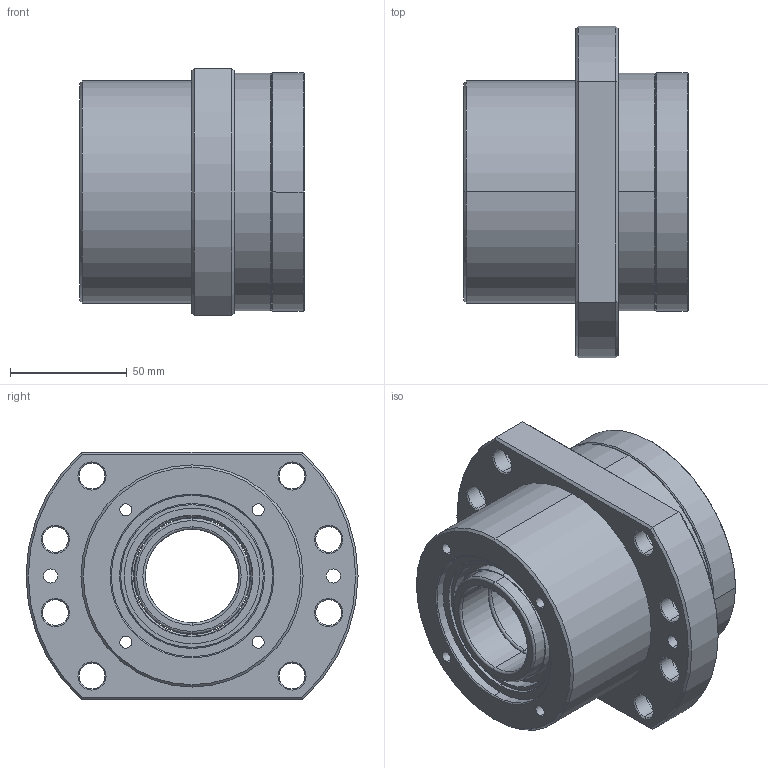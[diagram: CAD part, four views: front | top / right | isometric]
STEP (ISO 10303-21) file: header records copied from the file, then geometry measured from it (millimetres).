
FILE_DESCRIPTION (( 'STEP AP203' ), '1' );
FILE_NAME ('WBK40DFF²Õ¦X.STEP', '2019-06-26T07:22:05', ( '' ), ( '' ), 'SwSTEP 2.0', 'SolidWorks 2018', '' );
FILE_SCHEMA (( 'CONFIG_CONTROL_DESIGN' ));
Length unit declared in the file: millimetre
Products named in the file (1): WBK40DFF組合
Bounding box: 96 x 142 x 106 mm (x, y, z)
Surface area: 98152.2 mm2 (no closed solid volume)
Topology: 0 solids, 16 shells, 290 faces, 714 edges, 456 vertices
Faces by surface type: cylinder 108, plane 86, cone 70, torus 26
Entity records: 8896 total; most frequent: CARTESIAN_POINT 1743, DIRECTION 1614, ORIENTED_EDGE 1292, EDGE_CURVE 714, AXIS2_PLACEMENT_3D 667, VERTEX_POINT 456, CIRCLE 376, EDGE_LOOP 370
